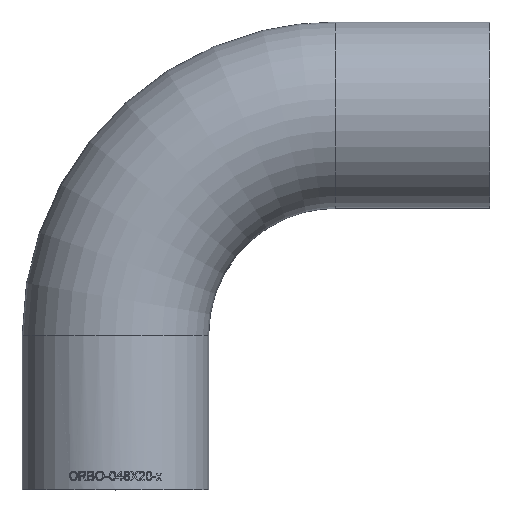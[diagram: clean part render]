
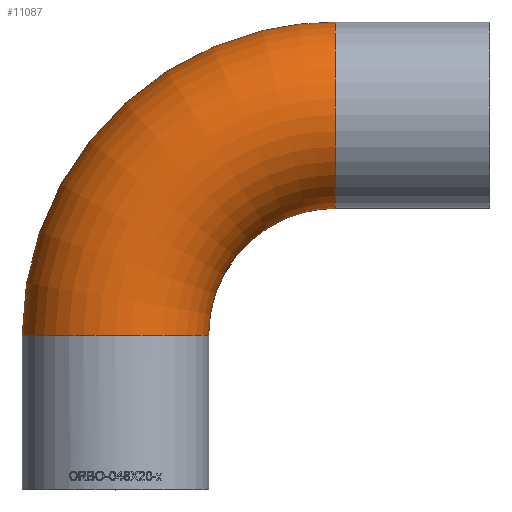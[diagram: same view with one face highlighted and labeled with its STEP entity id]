
A CAD part, top view. The second image highlights one B-rep face of the part: STEP entity #11087.
In plain terms, the highlighted toroidal (fillet/blend) face has major radius 57 mm and minor radius 24.15 mm.
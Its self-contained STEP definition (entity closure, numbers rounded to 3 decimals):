
#1855 = DIRECTION ( 'NONE',  ( 0., 0., -1. ) ) ;
#1912 = CARTESIAN_POINT ( 'NONE',  ( -57., 40., 24.15 ) ) ;
#1961 = FACE_OUTER_BOUND ( 'NONE', #18659, .T. ) ;
#2284 = AXIS2_PLACEMENT_3D ( 'NONE', #12237, #18421, #10310 ) ;
#2559 = DIRECTION ( 'NONE',  ( -1., 0., 0. ) ) ;
#6877 = CIRCLE ( 'NONE', #12022, 24.15 ) ;
#9587 = VERTEX_POINT ( 'NONE', #10778 ) ;
#10059 = FACE_OUTER_BOUND ( 'NONE', #13971, .T. ) ;
#10310 = DIRECTION ( 'NONE',  ( 0., 0., 1. ) ) ;
#10489 = ORIENTED_EDGE ( 'NONE', *, *, #10871, .T. ) ;
#10778 = CARTESIAN_POINT ( 'NONE',  ( 0., 97., 24.15 ) ) ;
#10871 = EDGE_CURVE ( 'NONE', #14928, #14928, #6877, .T. ) ;
#11087 = ADVANCED_FACE ( 'NONE', ( #10059, #1961 ), #15079, .T. ) ;
#12022 = AXIS2_PLACEMENT_3D ( 'NONE', #14763, #12645, #17864 ) ;
#12237 = CARTESIAN_POINT ( 'NONE',  ( 0., 97., 0. ) ) ;
#12645 = DIRECTION ( 'NONE',  ( 0., 1., 0. ) ) ;
#13533 = ORIENTED_EDGE ( 'NONE', *, *, #16692, .F. ) ;
#13971 = EDGE_LOOP ( 'NONE', ( #13533 ) ) ;
#14064 = AXIS2_PLACEMENT_3D ( 'NONE', #17063, #1855, #2559 ) ;
#14763 = CARTESIAN_POINT ( 'NONE',  ( -57., 40., 0. ) ) ;
#14928 = VERTEX_POINT ( 'NONE', #1912 ) ;
#15079 = TOROIDAL_SURFACE ( 'NONE', #14064, 57., 24.15 ) ;
#15909 = CIRCLE ( 'NONE', #2284, 24.15 ) ;
#16692 = EDGE_CURVE ( 'NONE', #9587, #9587, #15909, .T. ) ;
#17063 = CARTESIAN_POINT ( 'NONE',  ( 0., 40., 0. ) ) ;
#17864 = DIRECTION ( 'NONE',  ( 0., 0., 1. ) ) ;
#18421 = DIRECTION ( 'NONE',  ( 1., 0., 0. ) ) ;
#18659 = EDGE_LOOP ( 'NONE', ( #10489 ) ) ;
